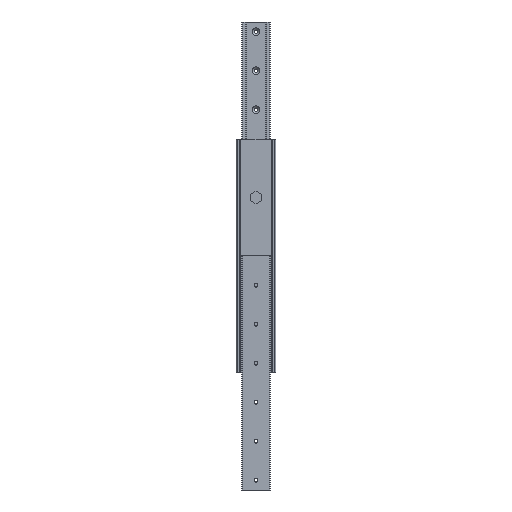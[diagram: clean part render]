
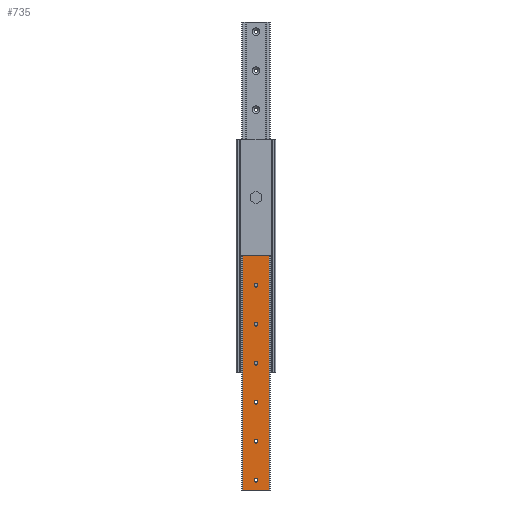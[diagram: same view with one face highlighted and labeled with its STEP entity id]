
A CAD part, left-side view. The second image highlights one B-rep face of the part: STEP entity #735.
In plain terms, the highlighted face is planar.
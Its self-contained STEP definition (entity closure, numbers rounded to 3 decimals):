
#13 = EDGE_CURVE ( 'NONE', #438, #417, #1885, .T. ) ;
#20 = CARTESIAN_POINT ( 'NONE',  ( 9.83, 0., 235. ) ) ;
#22 = CARTESIAN_POINT ( 'NONE',  ( 9.83, 0., 140. ) ) ;
#25 = CARTESIAN_POINT ( 'NONE',  ( 9.83, 0., 240. ) ) ;
#36 = EDGE_CURVE ( 'NONE', #507, #419, #1890, .T. ) ;
#38 = EDGE_CURVE ( 'NONE', #546, #541, #1892, .T. ) ;
#44 = EDGE_CURVE ( 'NONE', #440, #450, #1901, .T. ) ;
#59 = EDGE_CURVE ( 'NONE', #382, #397, #1924, .T. ) ;
#71 = EDGE_CURVE ( 'NONE', #452, #458, #1943, .T. ) ;
#89 = EDGE_CURVE ( 'NONE', #417, #438, #1970, .T. ) ;
#93 = EDGE_CURVE ( 'NONE', #382, #412, #1974, .T. ) ;
#94 = EDGE_CURVE ( 'NONE', #450, #440, #1978, .T. ) ;
#115 = EDGE_CURVE ( 'NONE', #541, #546, #2010, .T. ) ;
#123 = EDGE_CURVE ( 'NONE', #426, #422, #1187, .T. ) ;
#133 = EDGE_CURVE ( 'NONE', #419, #507, #1204, .T. ) ;
#136 = EDGE_CURVE ( 'NONE', #422, #426, #1210, .T. ) ;
#155 = EDGE_CURVE ( 'NONE', #397, #401, #1240, .T. ) ;
#157 = EDGE_CURVE ( 'NONE', #458, #452, #1247, .T. ) ;
#184 = ORIENTED_EDGE ( 'NONE', *, *, #89, .F. ) ;
#217 = CARTESIAN_POINT ( 'NONE',  ( 9.83, 0., 237.5 ) ) ;
#219 = DIRECTION ( 'NONE',  ( 0., 0., -1. ) ) ;
#222 = CARTESIAN_POINT ( 'NONE',  ( 9.83, 17.3, 300. ) ) ;
#225 = DIRECTION ( 'NONE',  ( 0., 0., -1. ) ) ;
#242 = DIRECTION ( 'NONE',  ( 1., 0., 0. ) ) ;
#262 = CARTESIAN_POINT ( 'NONE',  ( 9.83, 17.3, 0. ) ) ;
#264 = CARTESIAN_POINT ( 'NONE',  ( 9.83, 17.3, 300. ) ) ;
#271 = CARTESIAN_POINT ( 'NONE',  ( 9.83, -17.3, 0. ) ) ;
#276 = CARTESIAN_POINT ( 'NONE',  ( 9.83, 0., 35. ) ) ;
#278 = CARTESIAN_POINT ( 'NONE',  ( 9.83, 0., 190. ) ) ;
#279 = CARTESIAN_POINT ( 'NONE',  ( 9.83, 0., 85. ) ) ;
#281 = CARTESIAN_POINT ( 'NONE',  ( 9.83, 0., 90. ) ) ;
#288 = CARTESIAN_POINT ( 'NONE',  ( 9.83, 0., 40. ) ) ;
#300 = CARTESIAN_POINT ( 'NONE',  ( 9.83, -17.3, 300. ) ) ;
#312 = CARTESIAN_POINT ( 'NONE',  ( 9.83, 0., 135. ) ) ;
#357 = CARTESIAN_POINT ( 'NONE',  ( 9.83, 0., 185. ) ) ;
#382 = VERTEX_POINT ( 'NONE', #300 ) ;
#397 = VERTEX_POINT ( 'NONE', #264 ) ;
#401 = VERTEX_POINT ( 'NONE', #262 ) ;
#412 = VERTEX_POINT ( 'NONE', #271 ) ;
#417 = VERTEX_POINT ( 'NONE', #276 ) ;
#419 = VERTEX_POINT ( 'NONE', #278 ) ;
#422 = VERTEX_POINT ( 'NONE', #279 ) ;
#426 = VERTEX_POINT ( 'NONE', #281 ) ;
#436 = CARTESIAN_POINT ( 'NONE',  ( 9.83, 0., 187.5 ) ) ;
#438 = VERTEX_POINT ( 'NONE', #288 ) ;
#440 = VERTEX_POINT ( 'NONE', #312 ) ;
#450 = VERTEX_POINT ( 'NONE', #22 ) ;
#452 = VERTEX_POINT ( 'NONE', #20 ) ;
#458 = VERTEX_POINT ( 'NONE', #25 ) ;
#462 = DIRECTION ( 'NONE',  ( 0., 0., -1. ) ) ;
#467 = CARTESIAN_POINT ( 'NONE',  ( 9.83, 0., 37.5 ) ) ;
#471 = DIRECTION ( 'NONE',  ( 1., 0., 0. ) ) ;
#472 = DIRECTION ( 'NONE',  ( 0., 0., -1. ) ) ;
#473 = DIRECTION ( 'NONE',  ( 0., 0., -1. ) ) ;
#477 = CARTESIAN_POINT ( 'NONE',  ( 9.83, 0., 287.5 ) ) ;
#478 = DIRECTION ( 'NONE',  ( 1., 0., 0. ) ) ;
#492 = CARTESIAN_POINT ( 'NONE',  ( 9.83, 0., 137.5 ) ) ;
#493 = DIRECTION ( 'NONE',  ( 1., 0., 0. ) ) ;
#494 = DIRECTION ( 'NONE',  ( 0., 0., -1. ) ) ;
#507 = VERTEX_POINT ( 'NONE', #357 ) ;
#529 = DIRECTION ( 'NONE',  ( 1., 0., 0. ) ) ;
#541 = VERTEX_POINT ( 'NONE', #2332 ) ;
#546 = VERTEX_POINT ( 'NONE', #2337 ) ;
#591 = EDGE_LOOP ( 'NONE', ( #1802, #1803 ) ) ;
#592 = EDGE_LOOP ( 'NONE', ( #1806, #1807, #1808, #1809 ) ) ;
#595 = EDGE_LOOP ( 'NONE', ( #1804, #1805 ) ) ;
#598 = EDGE_LOOP ( 'NONE', ( #1812, #1813 ) ) ;
#673 = EDGE_LOOP ( 'NONE', ( #1810, #1811 ) ) ;
#735 = ADVANCED_FACE ( 'NONE', ( #1352, #1357, #1359, #1361, #1355, #1354, #1358 ), #2516, .F. ) ;
#860 = EDGE_LOOP ( 'NONE', ( #1800, #1801 ) ) ;
#900 = EDGE_LOOP ( 'NONE', ( #1814, #184 ) ) ;
#931 = CARTESIAN_POINT ( 'NONE',  ( 9.83, 0., 87.5 ) ) ;
#932 = CARTESIAN_POINT ( 'NONE',  ( 9.83, 0., 287.5 ) ) ;
#943 = DIRECTION ( 'NONE',  ( 0., 1., 0. ) ) ;
#955 = CARTESIAN_POINT ( 'NONE',  ( 9.83, -17.3, 300. ) ) ;
#988 = DIRECTION ( 'NONE',  ( 1., 0., 0. ) ) ;
#1015 = DIRECTION ( 'NONE',  ( 1., 0., 0. ) ) ;
#1016 = DIRECTION ( 'NONE',  ( 0., 0., -1. ) ) ;
#1017 = CARTESIAN_POINT ( 'NONE',  ( 9.83, 0., 237.5 ) ) ;
#1030 = DIRECTION ( 'NONE',  ( 0., 0., -1. ) ) ;
#1043 = DIRECTION ( 'NONE',  ( 1., 0., 0. ) ) ;
#1055 = DIRECTION ( 'NONE',  ( 0., 0., -1. ) ) ;
#1058 = DIRECTION ( 'NONE',  ( 0., 0., -1. ) ) ;
#1066 = DIRECTION ( 'NONE',  ( 1., 0., 0. ) ) ;
#1076 = DIRECTION ( 'NONE',  ( 0., 0., -1. ) ) ;
#1087 = CARTESIAN_POINT ( 'NONE',  ( 9.83, 0., 187.5 ) ) ;
#1089 = DIRECTION ( 'NONE',  ( 1., 0., 0. ) ) ;
#1104 = CARTESIAN_POINT ( 'NONE',  ( 9.83, 0., 87.5 ) ) ;
#1115 = CARTESIAN_POINT ( 'NONE',  ( 9.83, 0., 37.5 ) ) ;
#1116 = DIRECTION ( 'NONE',  ( 1., 0., 0. ) ) ;
#1122 = CARTESIAN_POINT ( 'NONE',  ( 9.83, -17.3, 300. ) ) ;
#1124 = DIRECTION ( 'NONE',  ( 1., 0., 0. ) ) ;
#1125 = DIRECTION ( 'NONE',  ( 0., 0., -1. ) ) ;
#1126 = CARTESIAN_POINT ( 'NONE',  ( 9.83, 0., 137.5 ) ) ;
#1128 = DIRECTION ( 'NONE',  ( 0., 0., -1. ) ) ;
#1170 = DIRECTION ( 'NONE',  ( 0., 0., -1. ) ) ;
#1187 = CIRCLE ( 'NONE', #1566, 2.5 ) ;
#1204 = CIRCLE ( 'NONE', #1573, 2.5 ) ;
#1210 = CIRCLE ( 'NONE', #1576, 2.5 ) ;
#1240 = LINE ( 'NONE', #222, #1241 ) ;
#1241 = VECTOR ( 'NONE', #219, 1000. ) ;
#1247 = CIRCLE ( 'NONE', #1577, 2.5 ) ;
#1352 = FACE_BOUND ( 'NONE', #860, .T. ) ;
#1354 = FACE_BOUND ( 'NONE', #598, .T. ) ;
#1355 = FACE_BOUND ( 'NONE', #673, .T. ) ;
#1357 = FACE_BOUND ( 'NONE', #591, .T. ) ;
#1358 = FACE_BOUND ( 'NONE', #900, .T. ) ;
#1359 = FACE_BOUND ( 'NONE', #595, .T. ) ;
#1361 = FACE_OUTER_BOUND ( 'NONE', #592, .T. ) ;
#1395 = LINE ( 'NONE', #2559, #1396 ) ;
#1396 = VECTOR ( 'NONE', #2560, 1000. ) ;
#1463 = EDGE_CURVE ( 'NONE', #412, #401, #1395, .T. ) ;
#1522 = AXIS2_PLACEMENT_3D ( 'NONE', #467, #471, #472 ) ;
#1524 = AXIS2_PLACEMENT_3D ( 'NONE', #436, #478, #473 ) ;
#1528 = AXIS2_PLACEMENT_3D ( 'NONE', #477, #529, #462 ) ;
#1533 = AXIS2_PLACEMENT_3D ( 'NONE', #492, #493, #494 ) ;
#1543 = AXIS2_PLACEMENT_3D ( 'NONE', #1017, #1015, #1016 ) ;
#1553 = AXIS2_PLACEMENT_3D ( 'NONE', #1115, #1116, #1058 ) ;
#1555 = AXIS2_PLACEMENT_3D ( 'NONE', #1126, #1124, #1128 ) ;
#1563 = AXIS2_PLACEMENT_3D ( 'NONE', #932, #1043, #1055 ) ;
#1566 = AXIS2_PLACEMENT_3D ( 'NONE', #931, #988, #1030 ) ;
#1573 = AXIS2_PLACEMENT_3D ( 'NONE', #1087, #1089, #1170 ) ;
#1576 = AXIS2_PLACEMENT_3D ( 'NONE', #1104, #1066, #1076 ) ;
#1577 = AXIS2_PLACEMENT_3D ( 'NONE', #217, #242, #225 ) ;
#1614 = AXIS2_PLACEMENT_3D ( 'NONE', #2515, #2517, #2518 ) ;
#1800 = ORIENTED_EDGE ( 'NONE', *, *, #123, .F. ) ;
#1801 = ORIENTED_EDGE ( 'NONE', *, *, #136, .F. ) ;
#1802 = ORIENTED_EDGE ( 'NONE', *, *, #133, .F. ) ;
#1803 = ORIENTED_EDGE ( 'NONE', *, *, #36, .F. ) ;
#1804 = ORIENTED_EDGE ( 'NONE', *, *, #115, .F. ) ;
#1805 = ORIENTED_EDGE ( 'NONE', *, *, #38, .F. ) ;
#1806 = ORIENTED_EDGE ( 'NONE', *, *, #1463, .T. ) ;
#1807 = ORIENTED_EDGE ( 'NONE', *, *, #155, .F. ) ;
#1808 = ORIENTED_EDGE ( 'NONE', *, *, #59, .F. ) ;
#1809 = ORIENTED_EDGE ( 'NONE', *, *, #93, .T. ) ;
#1810 = ORIENTED_EDGE ( 'NONE', *, *, #157, .F. ) ;
#1811 = ORIENTED_EDGE ( 'NONE', *, *, #71, .F. ) ;
#1812 = ORIENTED_EDGE ( 'NONE', *, *, #94, .F. ) ;
#1813 = ORIENTED_EDGE ( 'NONE', *, *, #44, .F. ) ;
#1814 = ORIENTED_EDGE ( 'NONE', *, *, #13, .F. ) ;
#1885 = CIRCLE ( 'NONE', #1522, 2.5 ) ;
#1890 = CIRCLE ( 'NONE', #1524, 2.5 ) ;
#1892 = CIRCLE ( 'NONE', #1528, 2.5 ) ;
#1901 = CIRCLE ( 'NONE', #1533, 2.5 ) ;
#1922 = VECTOR ( 'NONE', #943, 1000. ) ;
#1924 = LINE ( 'NONE', #955, #1922 ) ;
#1943 = CIRCLE ( 'NONE', #1543, 2.5 ) ;
#1970 = CIRCLE ( 'NONE', #1553, 2.5 ) ;
#1974 = LINE ( 'NONE', #1122, #1975 ) ;
#1975 = VECTOR ( 'NONE', #1125, 1000. ) ;
#1978 = CIRCLE ( 'NONE', #1555, 2.5 ) ;
#2010 = CIRCLE ( 'NONE', #1563, 2.5 ) ;
#2332 = CARTESIAN_POINT ( 'NONE',  ( 9.83, 0., 290. ) ) ;
#2337 = CARTESIAN_POINT ( 'NONE',  ( 9.83, 0., 285. ) ) ;
#2515 = CARTESIAN_POINT ( 'NONE',  ( 9.83, -17.3, 300. ) ) ;
#2516 = PLANE ( 'NONE',  #1614 ) ;
#2517 = DIRECTION ( 'NONE',  ( -1., 0., 0. ) ) ;
#2518 = DIRECTION ( 'NONE',  ( 0., 0., 1. ) ) ;
#2559 = CARTESIAN_POINT ( 'NONE',  ( 9.83, -17.3, 0. ) ) ;
#2560 = DIRECTION ( 'NONE',  ( 0., 1., 0. ) ) ;
